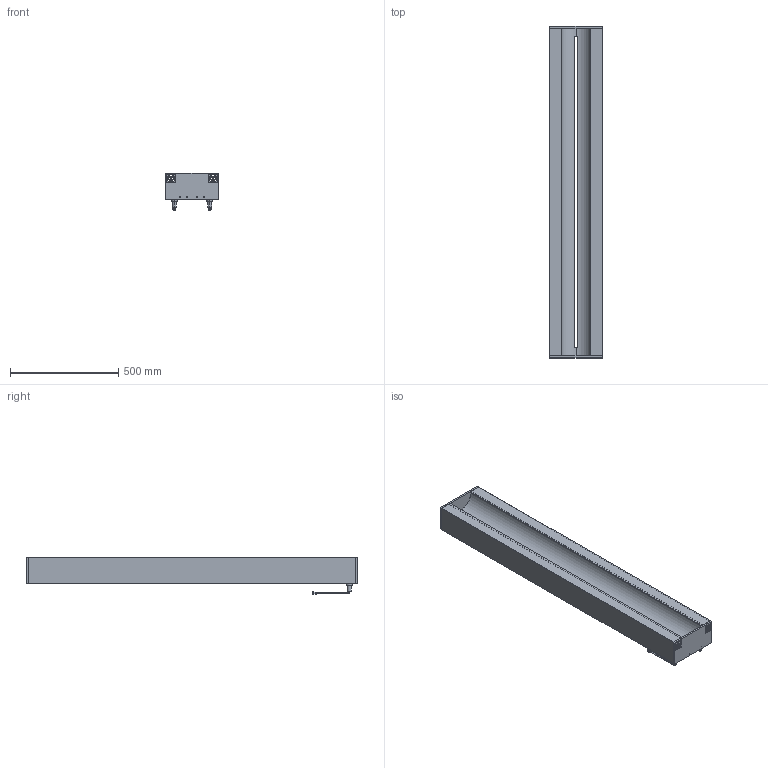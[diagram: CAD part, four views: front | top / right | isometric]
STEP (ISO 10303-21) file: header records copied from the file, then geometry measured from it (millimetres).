
FILE_DESCRIPTION (( 'STEP AP214' ), '1' );
FILE_NAME ('DOME1500.STEP', '2015-04-24T08:49:06', ( 'Timmy' ), ( '' ), 'SwSTEP 2.0', 'SolidWorks 2014', '' );
FILE_SCHEMA (( 'AUTOMOTIVE_DESIGN' ));
Length unit declared in the file: millimetre
Products named in the file (2): DOME1500
Bounding box: 243 x 1531 x 173.43 mm (x, y, z)
Volume: 4334049.8 mm3; surface area: 2710350.2 mm2
Topology: 21 solids, 21 shells, 904 faces, 2496 edges, 1636 vertices
Faces by surface type: plane 464, cylinder 396, cone 20, sphere 20, torus 4
Entity records: 39547 total; most frequent: DIRECTION 5102, CARTESIAN_POINT 5030, ORIENTED_EDGE 4952, EDGE_CURVE 2476, AXIS2_PLACEMENT_3D 1724, LINE 1654, VECTOR 1654, VERTEX_POINT 1636
